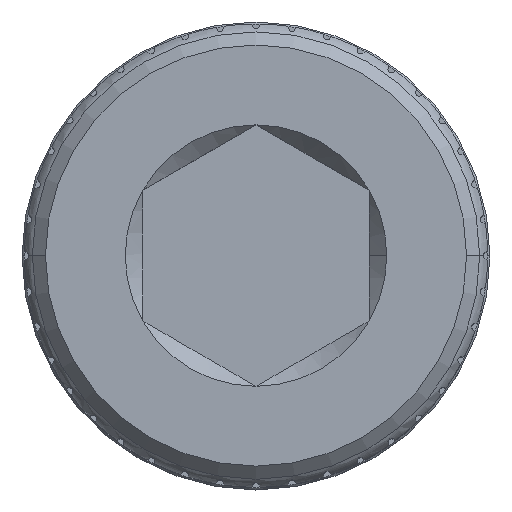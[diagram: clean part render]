
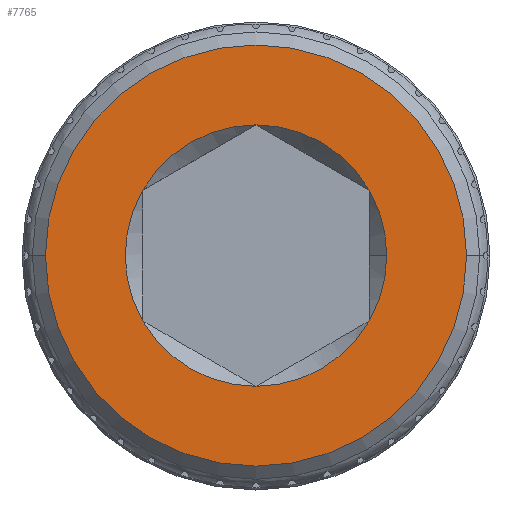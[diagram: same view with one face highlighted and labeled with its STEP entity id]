
A CAD part, top view. The second image highlights one B-rep face of the part: STEP entity #7765.
In plain terms, the highlighted planar face has unit normal (0, 0, 1).
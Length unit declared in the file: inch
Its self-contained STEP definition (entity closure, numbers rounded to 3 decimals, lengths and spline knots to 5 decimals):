
#45 = CARTESIAN_POINT ( 'NONE',  ( 0.05469, -0.03157, 0.444 ) ) ;
#67 = AXIS2_PLACEMENT_3D ( 'NONE', #2816, #7943, #8026 ) ;
#173 = CARTESIAN_POINT ( 'NONE',  ( -0.1017, 0., 0.444 ) ) ;
#245 = DIRECTION ( 'NONE',  ( 1., 0., 0. ) ) ;
#321 = EDGE_LOOP ( 'NONE', ( #12994, #1930 ) ) ;
#861 = CARTESIAN_POINT ( 'NONE',  ( 0., 0., 0.444 ) ) ;
#879 = CARTESIAN_POINT ( 'NONE',  ( 0., 0., 0.444 ) ) ;
#1184 = DIRECTION ( 'NONE',  ( -1., 0., 0. ) ) ;
#1511 = EDGE_CURVE ( 'NONE', #12148, #4396, #12609, .T. ) ;
#1806 = DIRECTION ( 'NONE',  ( 0., 0., 1. ) ) ;
#1930 = ORIENTED_EDGE ( 'NONE', *, *, #11729, .T. ) ;
#1991 = CARTESIAN_POINT ( 'NONE',  ( 0., 0., 0.444 ) ) ;
#2134 = DIRECTION ( 'NONE',  ( 0., 0., 1. ) ) ;
#2233 = DIRECTION ( 'NONE',  ( 0., 0., 1. ) ) ;
#2247 = CARTESIAN_POINT ( 'NONE',  ( 0.05469, 0.03157, 0.444 ) ) ;
#2318 = VERTEX_POINT ( 'NONE', #12303 ) ;
#2538 = CARTESIAN_POINT ( 'NONE',  ( 0., 0., 0.444 ) ) ;
#2816 = CARTESIAN_POINT ( 'NONE',  ( 0., 0., 0.444 ) ) ;
#2906 = DIRECTION ( 'NONE',  ( -1., 0., 0. ) ) ;
#2992 = EDGE_CURVE ( 'NONE', #12523, #6315, #3061, .T. ) ;
#3061 = CIRCLE ( 'NONE', #12477, 0.06315 ) ;
#3101 = ORIENTED_EDGE ( 'NONE', *, *, #2992, .F. ) ;
#3232 = AXIS2_PLACEMENT_3D ( 'NONE', #4286, #2233, #245 ) ;
#4013 = CARTESIAN_POINT ( 'NONE',  ( 0., -0.06315, 0.444 ) ) ;
#4080 = CIRCLE ( 'NONE', #67, 0.06315 ) ;
#4156 = EDGE_CURVE ( 'NONE', #9217, #6191, #11722, .T. ) ;
#4286 = CARTESIAN_POINT ( 'NONE',  ( 0., 0., 0.444 ) ) ;
#4312 = CARTESIAN_POINT ( 'NONE',  ( 0., 0., 0.444 ) ) ;
#4390 = CIRCLE ( 'NONE', #9601, 0.06315 ) ;
#4396 = VERTEX_POINT ( 'NONE', #4532 ) ;
#4481 = DIRECTION ( 'NONE',  ( 1., 0., 0. ) ) ;
#4532 = CARTESIAN_POINT ( 'NONE',  ( 0.1017, 0., 0.444 ) ) ;
#4794 = VERTEX_POINT ( 'NONE', #12603 ) ;
#4803 = EDGE_CURVE ( 'NONE', #6315, #2318, #13180, .T. ) ;
#4974 = DIRECTION ( 'NONE',  ( -1., 0., 0. ) ) ;
#4977 = AXIS2_PLACEMENT_3D ( 'NONE', #861, #1806, #4974 ) ;
#5153 = CARTESIAN_POINT ( 'NONE',  ( -0.05469, -0.03157, 0.444 ) ) ;
#5678 = CIRCLE ( 'NONE', #7355, 0.06315 ) ;
#6191 = VERTEX_POINT ( 'NONE', #8105 ) ;
#6299 = AXIS2_PLACEMENT_3D ( 'NONE', #10619, #7520, #1184 ) ;
#6315 = VERTEX_POINT ( 'NONE', #45 ) ;
#6987 = DIRECTION ( 'NONE',  ( 0., 0., 1. ) ) ;
#7029 = EDGE_CURVE ( 'NONE', #6191, #4794, #5678, .T. ) ;
#7091 = AXIS2_PLACEMENT_3D ( 'NONE', #10744, #9708, #4481 ) ;
#7355 = AXIS2_PLACEMENT_3D ( 'NONE', #2538, #7750, #7702 ) ;
#7520 = DIRECTION ( 'NONE',  ( 0., 0., 1. ) ) ;
#7702 = DIRECTION ( 'NONE',  ( 1., 0., 0. ) ) ;
#7750 = DIRECTION ( 'NONE',  ( 0., 0., 1. ) ) ;
#7765 = ADVANCED_FACE ( 'NONE', ( #13118, #8241 ), #9104, .F. ) ;
#7943 = DIRECTION ( 'NONE',  ( 0., 0., 1. ) ) ;
#8026 = DIRECTION ( 'NONE',  ( 1., 0., 0. ) ) ;
#8105 = CARTESIAN_POINT ( 'NONE',  ( 0., 0.06315, 0.444 ) ) ;
#8120 = ORIENTED_EDGE ( 'NONE', *, *, #12958, .F. ) ;
#8241 = FACE_OUTER_BOUND ( 'NONE', #321, .T. ) ;
#8910 = ORIENTED_EDGE ( 'NONE', *, *, #13291, .F. ) ;
#9104 = PLANE ( 'NONE',  #12408 ) ;
#9129 = CARTESIAN_POINT ( 'NONE',  ( 0., 0., 0.444 ) ) ;
#9217 = VERTEX_POINT ( 'NONE', #2247 ) ;
#9272 = ORIENTED_EDGE ( 'NONE', *, *, #4156, .F. ) ;
#9601 = AXIS2_PLACEMENT_3D ( 'NONE', #9129, #13299, #12246 ) ;
#9708 = DIRECTION ( 'NONE',  ( 0., 0., 1. ) ) ;
#9946 = EDGE_LOOP ( 'NONE', ( #8910, #13083, #9272, #8120, #11988, #3101, #12773 ) ) ;
#9971 = EDGE_CURVE ( 'NONE', #10199, #12523, #10574, .T. ) ;
#10145 = DIRECTION ( 'NONE',  ( 0., 0., -1. ) ) ;
#10199 = VERTEX_POINT ( 'NONE', #5153 ) ;
#10260 = DIRECTION ( 'NONE',  ( 1., 0., 0. ) ) ;
#10417 = AXIS2_PLACEMENT_3D ( 'NONE', #4312, #2134, #10448 ) ;
#10448 = DIRECTION ( 'NONE',  ( 1., 0., 0. ) ) ;
#10574 = CIRCLE ( 'NONE', #3232, 0.06315 ) ;
#10619 = CARTESIAN_POINT ( 'NONE',  ( 0., 0., 0.444 ) ) ;
#10744 = CARTESIAN_POINT ( 'NONE',  ( 0., 0., 0.444 ) ) ;
#11722 = CIRCLE ( 'NONE', #7091, 0.06315 ) ;
#11729 = EDGE_CURVE ( 'NONE', #4396, #12148, #12176, .T. ) ;
#11988 = ORIENTED_EDGE ( 'NONE', *, *, #4803, .F. ) ;
#12148 = VERTEX_POINT ( 'NONE', #173 ) ;
#12176 = CIRCLE ( 'NONE', #4977, 0.1017 ) ;
#12246 = DIRECTION ( 'NONE',  ( 1., 0., 0. ) ) ;
#12303 = CARTESIAN_POINT ( 'NONE',  ( 0.06315, 0., 0.444 ) ) ;
#12408 = AXIS2_PLACEMENT_3D ( 'NONE', #879, #10145, #2906 ) ;
#12477 = AXIS2_PLACEMENT_3D ( 'NONE', #1991, #6987, #10260 ) ;
#12523 = VERTEX_POINT ( 'NONE', #4013 ) ;
#12603 = CARTESIAN_POINT ( 'NONE',  ( -0.05469, 0.03157, 0.444 ) ) ;
#12609 = CIRCLE ( 'NONE', #6299, 0.1017 ) ;
#12773 = ORIENTED_EDGE ( 'NONE', *, *, #9971, .F. ) ;
#12958 = EDGE_CURVE ( 'NONE', #2318, #9217, #4080, .T. ) ;
#12994 = ORIENTED_EDGE ( 'NONE', *, *, #1511, .T. ) ;
#13083 = ORIENTED_EDGE ( 'NONE', *, *, #7029, .F. ) ;
#13118 = FACE_BOUND ( 'NONE', #9946, .T. ) ;
#13180 = CIRCLE ( 'NONE', #10417, 0.06315 ) ;
#13291 = EDGE_CURVE ( 'NONE', #4794, #10199, #4390, .T. ) ;
#13299 = DIRECTION ( 'NONE',  ( 0., 0., 1. ) ) ;
